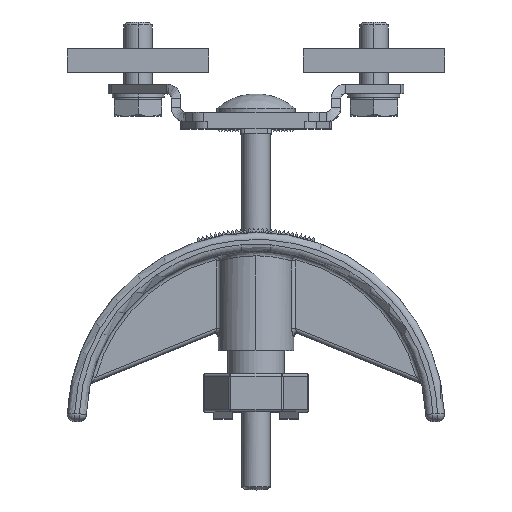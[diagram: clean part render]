
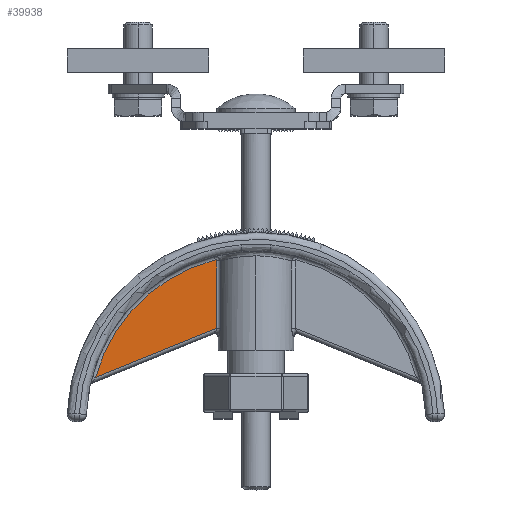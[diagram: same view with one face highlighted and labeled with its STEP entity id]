
A CAD part, top view. The second image highlights one B-rep face of the part: STEP entity #39938.
In plain terms, the highlighted planar face has unit normal (0, 0, 1).
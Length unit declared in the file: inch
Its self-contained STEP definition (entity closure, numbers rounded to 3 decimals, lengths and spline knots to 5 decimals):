
#1364 = VECTOR ( 'NONE', #28372, 39.37008 ) ;
#1401 = EDGE_CURVE ( 'NONE', #19021, #23440, #23368, .T. ) ;
#2976 = VERTEX_POINT ( 'NONE', #23414 ) ;
#3358 = EDGE_CURVE ( 'NONE', #19021, #42791, #8503, .T. ) ;
#5149 = ORIENTED_EDGE ( 'NONE', *, *, #11110, .T. ) ;
#5699 = CARTESIAN_POINT ( 'NONE',  ( -0.33454, -1.15442, 1.25984 ) ) ;
#6420 = CIRCLE ( 'NONE', #22274, 1.3878 ) ;
#6515 = FACE_OUTER_BOUND ( 'NONE', #15244, .T. ) ;
#8503 = LINE ( 'NONE', #15171, #1364 ) ;
#10224 = CARTESIAN_POINT ( 'NONE',  ( -0.32703, -2.5, 1.25984 ) ) ;
#10646 = DIRECTION ( 'NONE',  ( 0., 1., 0. ) ) ;
#11110 = EDGE_CURVE ( 'NONE', #23440, #2976, #42567, .T. ) ;
#13281 = CARTESIAN_POINT ( 'NONE',  ( -1.33916, -2.13583, 1.25984 ) ) ;
#14465 = CARTESIAN_POINT ( 'NONE',  ( -0.32703, -1.16373, 1.25984 ) ) ;
#15171 = CARTESIAN_POINT ( 'NONE',  ( -0.31634, -1.72066, 1.25984 ) ) ;
#15190 = CARTESIAN_POINT ( 'NONE',  ( -0.33169, -1.15557, 1.25984 ) ) ;
#15244 = EDGE_LOOP ( 'NONE', ( #33697, #36132, #5149, #22344 ) ) ;
#18411 = CARTESIAN_POINT ( 'NONE',  ( -0.32705, -1.16222, 1.25984 ) ) ;
#19021 = VERTEX_POINT ( 'NONE', #37288 ) ;
#19077 = CARTESIAN_POINT ( 'NONE',  ( -0.33053, -1.1564, 1.25984 ) ) ;
#19721 = PLANE ( 'NONE',  #26777 ) ;
#20599 = DIRECTION ( 'NONE',  ( 0., 0., 1. ) ) ;
#22274 = AXIS2_PLACEMENT_3D ( 'NONE', #27262, #24216, #27692 ) ;
#22344 = ORIENTED_EDGE ( 'NONE', *, *, #32481, .T. ) ;
#22521 = CARTESIAN_POINT ( 'NONE',  ( -0.32849, -1.1587, 1.25984 ) ) ;
#23368 = LINE ( 'NONE', #10224, #36460 ) ;
#23414 = CARTESIAN_POINT ( 'NONE',  ( -0.33979, -1.15445, 1.25984 ) ) ;
#23440 = VERTEX_POINT ( 'NONE', #14465 ) ;
#24216 = DIRECTION ( 'NONE',  ( 0., 0., 1. ) ) ;
#25554 = CARTESIAN_POINT ( 'NONE',  ( -0.33979, -1.15445, 1.25984 ) ) ;
#26777 = AXIS2_PLACEMENT_3D ( 'NONE', #34214, #20599, #37430 ) ;
#27262 = CARTESIAN_POINT ( 'NONE',  ( 0., -2.5, 1.25984 ) ) ;
#27692 = DIRECTION ( 'NONE',  ( 0., -1., 0. ) ) ;
#28372 = DIRECTION ( 'NONE',  ( -0.927, -0.376, 0. ) ) ;
#28388 = CARTESIAN_POINT ( 'NONE',  ( -0.33372, -1.15465, 1.25984 ) ) ;
#29227 = CARTESIAN_POINT ( 'NONE',  ( -0.32746, -1.16068, 1.25984 ) ) ;
#31665 = CARTESIAN_POINT ( 'NONE',  ( -0.32891, -1.15809, 1.25984 ) ) ;
#32083 = CARTESIAN_POINT ( 'NONE',  ( -0.33823, -1.15407, 1.25984 ) ) ;
#32481 = EDGE_CURVE ( 'NONE', #2976, #42791, #6420, .T. ) ;
#33697 = ORIENTED_EDGE ( 'NONE', *, *, #3358, .F. ) ;
#34214 = CARTESIAN_POINT ( 'NONE',  ( 0., -2.5, 1.25984 ) ) ;
#35739 = CARTESIAN_POINT ( 'NONE',  ( -0.33233, -1.15522, 1.25984 ) ) ;
#36132 = ORIENTED_EDGE ( 'NONE', *, *, #1401, .T. ) ;
#36460 = VECTOR ( 'NONE', #10646, 39.37008 ) ;
#37288 = CARTESIAN_POINT ( 'NONE',  ( -0.32703, -1.725, 1.25984 ) ) ;
#37430 = DIRECTION ( 'NONE',  ( 1., 0., 0. ) ) ;
#39938 = ADVANCED_FACE ( 'NONE', ( #6515 ), #19721, .T. ) ;
#41563 = CARTESIAN_POINT ( 'NONE',  ( -0.32703, -1.16373, 1.25984 ) ) ;
#41980 = CARTESIAN_POINT ( 'NONE',  ( -0.3299, -1.15696, 1.25984 ) ) ;
#42399 = CARTESIAN_POINT ( 'NONE',  ( -0.33672, -1.15401, 1.25984 ) ) ;
#42567 = B_SPLINE_CURVE_WITH_KNOTS ( 'NONE', 3,
 ( #41563, #18411, #29227, #22521, #31665, #41980, #19077, #15190, #35739, #28388, #5699, #42399, #32083, #25554 ),
 .UNSPECIFIED., .F., .F.,
 ( 4, 2, 2, 2, 2, 2, 4 ),
 ( 0., 0.25, 0.375, 0.5, 0.625, 0.75, 1. ),
 .UNSPECIFIED. ) ;
#42791 = VERTEX_POINT ( 'NONE', #13281 ) ;
